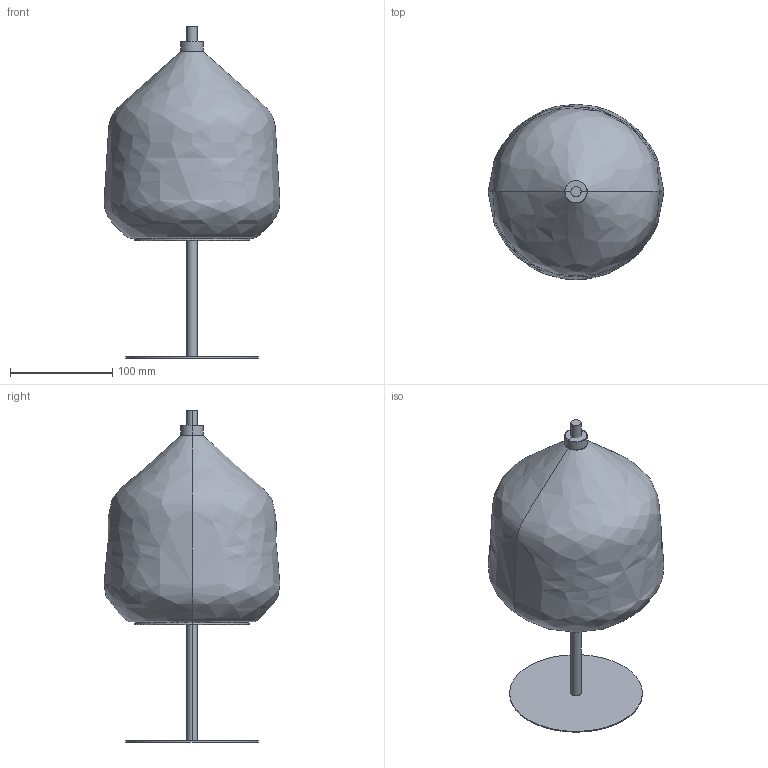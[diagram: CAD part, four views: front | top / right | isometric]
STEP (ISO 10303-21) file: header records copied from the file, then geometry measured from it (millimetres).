
FILE_DESCRIPTION(/* description */ (''),/* implementation_level */ '2;1');
FILE_NAME(/* name */ 'KIT.M.2_X-RAY',/* time_stamp */ '2024-04-09T17:24:05+02:00',/* author */ (''),/* organization */ (''),/* preprocessor_version */ 'ST-DEVELOPER v16.5',/* originating_system */ 'Rhino 7.15',/* authorisation */ '');
FILE_SCHEMA (('CONFIG_CONTROL_DESIGN'));
Length unit declared in the file: millimetre
Products named in the file (1): Document
Bounding box: 171.94 x 171.9 x 325 mm (x, y, z)
Volume: 19034.5 mm3; surface area: 291575.3 mm2
Topology: 3 solids, 6 shells, 41 faces, 88 edges, 53 vertices
Faces by surface type: bspline 22, cylinder 14, plane 5
Entity records: 1752 total; most frequent: CARTESIAN_POINT 1160, ORIENTED_EDGE 150, EDGE_CURVE 80, VERTEX_POINT 46, ADVANCED_FACE 41, FACE_OUTER_BOUND 41, EDGE_LOOP 41, DIRECTION 27
